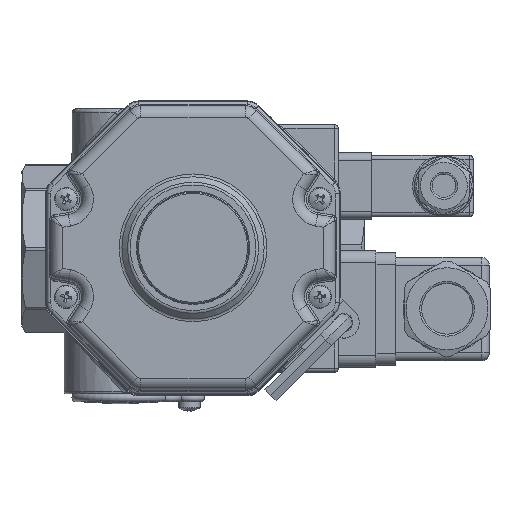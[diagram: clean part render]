
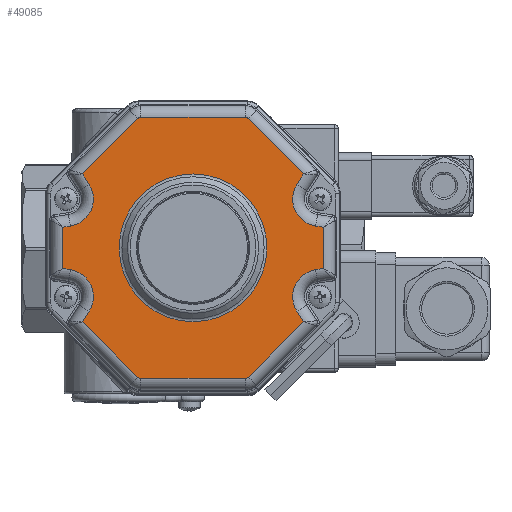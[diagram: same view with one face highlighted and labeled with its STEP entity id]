
A CAD part, top view. The second image highlights one B-rep face of the part: STEP entity #49085.
In plain terms, the highlighted face is planar.
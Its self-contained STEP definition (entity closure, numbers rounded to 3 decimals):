
#1429=PLANE('',#53800);
#4407=LINE('',#86860,#6817);
#4410=LINE('',#86867,#6820);
#4411=LINE('',#86878,#6821);
#4414=LINE('',#86902,#6824);
#4415=LINE('',#86986,#6825);
#4418=LINE('',#87007,#6828);
#4419=LINE('',#87124,#6829);
#4422=LINE('',#87131,#6832);
#4423=LINE('',#87156,#6833);
#4426=LINE('',#87180,#6836);
#4427=LINE('',#87311,#6837);
#4430=LINE('',#87318,#6840);
#4431=LINE('',#87388,#6841);
#4434=LINE('',#87395,#6844);
#4435=LINE('',#87426,#6845);
#4438=LINE('',#87446,#6848);
#6817=VECTOR('',#64510,1000.);
#6820=VECTOR('',#64517,1000.);
#6821=VECTOR('',#64530,1000.);
#6824=VECTOR('',#64537,1000.);
#6825=VECTOR('',#64550,1000.);
#6828=VECTOR('',#64555,1000.);
#6829=VECTOR('',#64564,1000.);
#6832=VECTOR('',#64571,1000.);
#6833=VECTOR('',#64582,1000.);
#6836=VECTOR('',#64589,1000.);
#6837=VECTOR('',#64596,1000.);
#6840=VECTOR('',#64603,1000.);
#6841=VECTOR('',#64618,1000.);
#6844=VECTOR('',#64625,1000.);
#6845=VECTOR('',#64644,1000.);
#6848=VECTOR('',#64649,1000.);
#16603=ORIENTED_EDGE('',*,*,#23238,.T.);
#16604=ORIENTED_EDGE('',*,*,#23417,.T.);
#16605=ORIENTED_EDGE('',*,*,#23228,.T.);
#16606=ORIENTED_EDGE('',*,*,#23224,.T.);
#16607=ORIENTED_EDGE('',*,*,#23230,.T.);
#16608=ORIENTED_EDGE('',*,*,#23233,.T.);
#16609=ORIENTED_EDGE('',*,*,#23240,.T.);
#16610=ORIENTED_EDGE('',*,*,#23245,.T.);
#16611=ORIENTED_EDGE('',*,*,#23255,.T.);
#16612=ORIENTED_EDGE('',*,*,#23261,.T.);
#16613=ORIENTED_EDGE('',*,*,#23264,.T.);
#16614=ORIENTED_EDGE('',*,*,#23275,.T.);
#16615=ORIENTED_EDGE('',*,*,#23286,.T.);
#16616=ORIENTED_EDGE('',*,*,#23292,.T.);
#16617=ORIENTED_EDGE('',*,*,#23298,.T.);
#16618=ORIENTED_EDGE('',*,*,#23302,.T.);
#16619=ORIENTED_EDGE('',*,*,#23296,.T.);
#16620=ORIENTED_EDGE('',*,*,#23290,.T.);
#16621=ORIENTED_EDGE('',*,*,#23284,.T.);
#16622=ORIENTED_EDGE('',*,*,#23279,.T.);
#16623=ORIENTED_EDGE('',*,*,#23269,.T.);
#16624=ORIENTED_EDGE('',*,*,#23418,.T.);
#16625=ORIENTED_EDGE('',*,*,#23259,.T.);
#16626=ORIENTED_EDGE('',*,*,#23249,.T.);
#16627=ORIENTED_EDGE('',*,*,#23419,.T.);
#23224=EDGE_CURVE('',#27268,#27270,#4407,.T.);
#23228=EDGE_CURVE('',#27271,#27268,#4410,.T.);
#23230=EDGE_CURVE('',#27270,#27274,#30106,.T.);
#23233=EDGE_CURVE('',#27274,#27276,#4411,.T.);
#23238=EDGE_CURVE('',#27277,#27280,#4414,.T.);
#23240=EDGE_CURVE('',#27276,#27282,#30111,.T.);
#23245=EDGE_CURVE('',#27282,#27285,#4415,.T.);
#23249=EDGE_CURVE('',#27286,#27277,#4418,.T.);
#23255=EDGE_CURVE('',#27285,#27291,#4419,.T.);
#23259=EDGE_CURVE('',#27292,#27286,#4422,.T.);
#23261=EDGE_CURVE('',#27291,#27295,#30119,.T.);
#23264=EDGE_CURVE('',#27295,#27297,#4423,.T.);
#23269=EDGE_CURVE('',#27298,#27301,#4426,.T.);
#23275=EDGE_CURVE('',#27297,#27305,#4427,.T.);
#23279=EDGE_CURVE('',#27306,#27298,#4430,.T.);
#23284=EDGE_CURVE('',#27309,#27306,#30128,.T.);
#23286=EDGE_CURVE('',#27305,#27312,#4431,.T.);
#23290=EDGE_CURVE('',#27313,#27309,#4434,.T.);
#23292=EDGE_CURVE('',#27312,#27316,#30132,.T.);
#23296=EDGE_CURVE('',#27317,#27313,#30136,.T.);
#23298=EDGE_CURVE('',#27316,#27320,#4435,.T.);
#23302=EDGE_CURVE('',#27320,#27317,#4438,.T.);
#23417=EDGE_CURVE('',#27280,#27271,#30171,.T.);
#23418=EDGE_CURVE('',#27301,#27292,#30172,.T.);
#23419=EDGE_CURVE('',#27384,#27384,#30173,.T.);
#27268=VERTEX_POINT('',#86840);
#27270=VERTEX_POINT('',#86859);
#27271=VERTEX_POINT('',#86864);
#27274=VERTEX_POINT('',#86871);
#27276=VERTEX_POINT('',#86877);
#27277=VERTEX_POINT('',#86896);
#27280=VERTEX_POINT('',#86901);
#27282=VERTEX_POINT('',#86906);
#27285=VERTEX_POINT('',#86985);
#27286=VERTEX_POINT('',#87004);
#27291=VERTEX_POINT('',#87123);
#27292=VERTEX_POINT('',#87128);
#27295=VERTEX_POINT('',#87135);
#27297=VERTEX_POINT('',#87155);
#27298=VERTEX_POINT('',#87174);
#27301=VERTEX_POINT('',#87179);
#27305=VERTEX_POINT('',#87310);
#27306=VERTEX_POINT('',#87315);
#27309=VERTEX_POINT('',#87380);
#27312=VERTEX_POINT('',#87387);
#27313=VERTEX_POINT('',#87392);
#27316=VERTEX_POINT('',#87399);
#27317=VERTEX_POINT('',#87404);
#27320=VERTEX_POINT('',#87425);
#27384=VERTEX_POINT('',#87712);
#30106=CIRCLE('',#53667,1.);
#30111=CIRCLE('',#53675,1.);
#30119=CIRCLE('',#53688,7.);
#30128=CIRCLE('',#53702,1.);
#30132=CIRCLE('',#53709,7.);
#30136=CIRCLE('',#53714,1.);
#30171=CIRCLE('',#53801,7.);
#30172=CIRCLE('',#53802,7.);
#30173=CIRCLE('',#53803,18.914);
#33029=EDGE_LOOP('',(#16603,#16604,#16605,#16606,#16607,#16608,#16609,#16610,
#16611,#16612,#16613,#16614,#16615,#16616,#16617,#16618,#16619,#16620,#16621,
#16622,#16623,#16624,#16625,#16626));
#33030=EDGE_LOOP('',(#16627));
#36128=FACE_BOUND('',#33029,.T.);
#36129=FACE_BOUND('',#33030,.T.);
#49085=ADVANCED_FACE('',(#36128,#36129),#1429,.T.);
#53667=AXIS2_PLACEMENT_3D('',#86872,#64522,#64523);
#53675=AXIS2_PLACEMENT_3D('',#86907,#64542,#64543);
#53688=AXIS2_PLACEMENT_3D('',#87136,#64576,#64577);
#53702=AXIS2_PLACEMENT_3D('',#87383,#64612,#64613);
#53709=AXIS2_PLACEMENT_3D('',#87400,#64630,#64631);
#53714=AXIS2_PLACEMENT_3D('',#87407,#64640,#64641);
#53800=AXIS2_PLACEMENT_3D('',#87708,#64896,#64897);
#53801=AXIS2_PLACEMENT_3D('',#87709,#64898,#64899);
#53802=AXIS2_PLACEMENT_3D('',#87710,#64900,#64901);
#53803=AXIS2_PLACEMENT_3D('',#87711,#64902,#64903);
#64510=DIRECTION('',(-0.707,0.,0.707));
#64517=DIRECTION('',(-0.844,0.,-0.536));
#64522=DIRECTION('',(0.,1.,0.));
#64523=DIRECTION('',(0.,0.,1.));
#64530=DIRECTION('',(0.,0.,1.));
#64537=DIRECTION('',(-0.156,0.,0.988));
#64542=DIRECTION('',(0.,1.,0.));
#64543=DIRECTION('',(0.,0.,1.));
#64550=DIRECTION('',(0.707,0.,0.707));
#64555=DIRECTION('',(-1.,0.,0.));
#64564=DIRECTION('',(0.844,0.,-0.536));
#64571=DIRECTION('',(-0.156,0.,-0.988));
#64576=DIRECTION('',(0.,-1.,0.));
#64577=DIRECTION('',(0.,0.,1.));
#64582=DIRECTION('',(0.156,0.,0.988));
#64589=DIRECTION('',(-0.844,0.,0.536));
#64596=DIRECTION('',(1.,0.,0.));
#64603=DIRECTION('',(-0.707,0.,-0.707));
#64612=DIRECTION('',(0.,1.,0.));
#64613=DIRECTION('',(0.,0.,1.));
#64618=DIRECTION('',(0.156,0.,-0.988));
#64625=DIRECTION('',(0.,0.,-1.));
#64630=DIRECTION('',(0.,-1.,0.));
#64631=DIRECTION('',(0.,0.,1.));
#64640=DIRECTION('',(0.,1.,0.));
#64641=DIRECTION('',(0.,0.,1.));
#64644=DIRECTION('',(0.844,0.,0.536));
#64649=DIRECTION('',(0.707,0.,-0.707));
#64896=DIRECTION('',(0.,1.,0.));
#64897=DIRECTION('',(0.,0.,1.));
#64898=DIRECTION('',(0.,-1.,0.));
#64899=DIRECTION('',(0.,0.,1.));
#64900=DIRECTION('',(0.,-1.,0.));
#64901=DIRECTION('',(0.,0.,1.));
#64902=DIRECTION('',(0.,-1.,0.));
#64903=DIRECTION('',(0.,0.,1.));
#86840=CARTESIAN_POINT('',(-18.939,26.,-28.296));
#86859=CARTESIAN_POINT('',(-33.107,26.,-14.128));
#86860=CARTESIAN_POINT('',(-33.107,26.,-14.128));
#86864=CARTESIAN_POINT('',(-16.251,26.,-26.59));
#86867=CARTESIAN_POINT('',(-20.292,26.,-29.154));
#86871=CARTESIAN_POINT('',(-33.4,26.,-13.421));
#86872=CARTESIAN_POINT('',(-32.4,26.,-13.421));
#86877=CARTESIAN_POINT('',(-33.4,26.,13.421));
#86878=CARTESIAN_POINT('',(-33.4,26.,13.421));
#86896=CARTESIAN_POINT('',(-5.27,26.,-33.4));
#86901=CARTESIAN_POINT('',(-5.586,26.,-31.405));
#86902=CARTESIAN_POINT('',(-10.302,26.,-1.632));
#86906=CARTESIAN_POINT('',(-33.107,26.,14.128));
#86907=CARTESIAN_POINT('',(-32.4,26.,13.421));
#86985=CARTESIAN_POINT('',(-18.939,26.,28.296));
#86986=CARTESIAN_POINT('',(-17.806,26.,29.429));
#87004=CARTESIAN_POINT('',(5.27,26.,-33.4));
#87007=CARTESIAN_POINT('',(-6.978,26.,-33.4));
#87123=CARTESIAN_POINT('',(-16.251,26.,26.59));
#87124=CARTESIAN_POINT('',(7.364,26.,11.603));
#87128=CARTESIAN_POINT('',(5.586,26.,-31.405));
#87131=CARTESIAN_POINT('',(5.003,26.,-35.087));
#87135=CARTESIAN_POINT('',(-5.586,26.,31.405));
#87136=CARTESIAN_POINT('',(-12.5,26.,32.5));
#87155=CARTESIAN_POINT('',(-5.27,26.,33.4));
#87156=CARTESIAN_POINT('',(-5.003,26.,35.087));
#87174=CARTESIAN_POINT('',(18.939,26.,-28.296));
#87179=CARTESIAN_POINT('',(16.251,26.,-26.59));
#87180=CARTESIAN_POINT('',(-7.364,26.,-11.603));
#87310=CARTESIAN_POINT('',(5.27,26.,33.4));
#87311=CARTESIAN_POINT('',(6.978,26.,33.4));
#87315=CARTESIAN_POINT('',(33.107,26.,-14.128));
#87318=CARTESIAN_POINT('',(17.806,26.,-29.429));
#87380=CARTESIAN_POINT('',(33.4,26.,-13.421));
#87383=CARTESIAN_POINT('',(32.4,26.,-13.421));
#87387=CARTESIAN_POINT('',(5.586,26.,31.405));
#87388=CARTESIAN_POINT('',(10.302,26.,1.632));
#87392=CARTESIAN_POINT('',(33.4,26.,13.421));
#87395=CARTESIAN_POINT('',(33.4,26.,-13.421));
#87399=CARTESIAN_POINT('',(16.251,26.,26.59));
#87400=CARTESIAN_POINT('',(12.5,26.,32.5));
#87404=CARTESIAN_POINT('',(33.107,26.,14.128));
#87407=CARTESIAN_POINT('',(32.4,26.,13.421));
#87425=CARTESIAN_POINT('',(18.939,26.,28.296));
#87426=CARTESIAN_POINT('',(20.292,26.,29.154));
#87446=CARTESIAN_POINT('',(33.107,26.,14.128));
#87708=CARTESIAN_POINT('',(0.,26.,0.));
#87709=CARTESIAN_POINT('',(-12.5,26.,-32.5));
#87710=CARTESIAN_POINT('',(12.5,26.,-32.5));
#87711=CARTESIAN_POINT('',(0.,26.,0.));
#87712=CARTESIAN_POINT('',(0.,26.,18.914));
